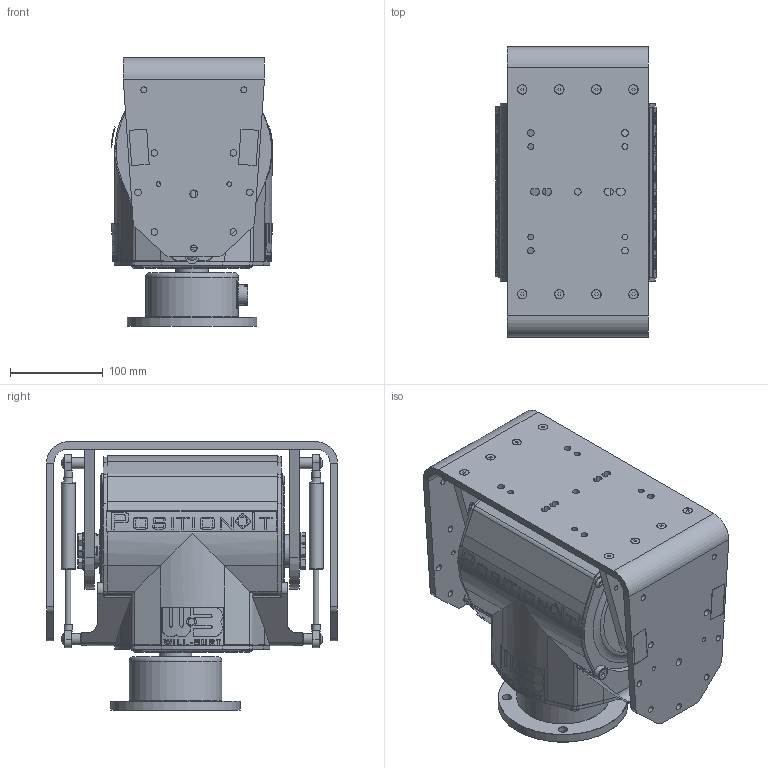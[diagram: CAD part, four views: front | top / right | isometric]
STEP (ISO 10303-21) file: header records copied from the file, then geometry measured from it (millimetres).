
FILE_DESCRIPTION(/* description */ (''),/* implementation_level */ '2;1');
FILE_NAME(/* name */ '5061001_REVA.stp',/* time_stamp */ '2015-08-27T09:20:23-04:00',/* author */ ('awasson'),/* organization */ (''),/* preprocessor_version */ 'ST-DEVELOPER v15.6',/* originating_system */ 'Autodesk Inventor 2015',/* authorisation */ '');
FILE_SCHEMA (('AUTOMOTIVE_DESIGN { 1 0 10303 214 3 1 1 }'));
Products named in the file (84): 1; 2; 3; 4; 6 - body; 6 - Shaft; 6 - shock assembly; 6 - shock assembly_1; 7; 8; 9; 10; 11; 12; 13; 14; 15; 16; 17; 18; 19; 20; 21; 22; 23; 24; 25; 26; 27; 28; 29; 30; 31; 32; 33; 34; 35; 36; 37; 38 ...
Assembly tree (90 placements, depth 3):
  5061001
    1
    2
    3
    4
    6 - shock assembly
      6 - body
      6 - Shaft
    6 - shock assembly_1
      6 - body
      6 - Shaft
    7
    8
    9
    10
    11
    12
    13
    14
    15
    16
    17
    18
    19
    20
    21
    22
    23
    24
    25
    26
    27
    28
    29
    30
    31
    32
    33
    34
    35
    36
    37
    38
    39
    40
    41
    42
    43
    44
    45
    46
    47
    48
    49
    50
    51
    52
    53
    54
    55
Bounding box: 173.85 x 314.71 x 289.84 mm (x, y, z)
Volume: 3351170.6 mm3; surface area: 945648.3 mm2
Topology: 96 solids, 98 shells, 2402 faces, 5499 edges, 3491 vertices
Faces by surface type: plane 1154, cylinder 757, bspline 192, sphere 142, cone 102, torus 55
Full cylindrical faces by diameter (mm): 2 x13, 2.459 x11, 2.5 x3, 2.9 x4, 3 x4, 3.1 x4, 3.2 x4, 4.134 x4, 4.2 x8, 4.917 x16, 4.976 x8, 5 x20, 5.2 x8, 5.5 x4, 6 x36, 6.1 x2, 6.2 x18, 6.35 x4, 6.401 x4, 6.6 x4, 6.647 x5, 6.8 x8, 7.137 x14, 7.14 x5, 7.99 x4, 8 x24, 8.2 x4, 8.5 x2, 9 x4, 9.8 x4
Entity records: 81752 total; most frequent: CARTESIAN_POINT 34626, DIRECTION 9456, ORIENTED_EDGE 7932, EDGE_CURVE 3966, AXIS2_PLACEMENT_3D 3805, EDGE_LOOP 2978, VERTEX_POINT 2742, FACE_OUTER_BOUND 2053
